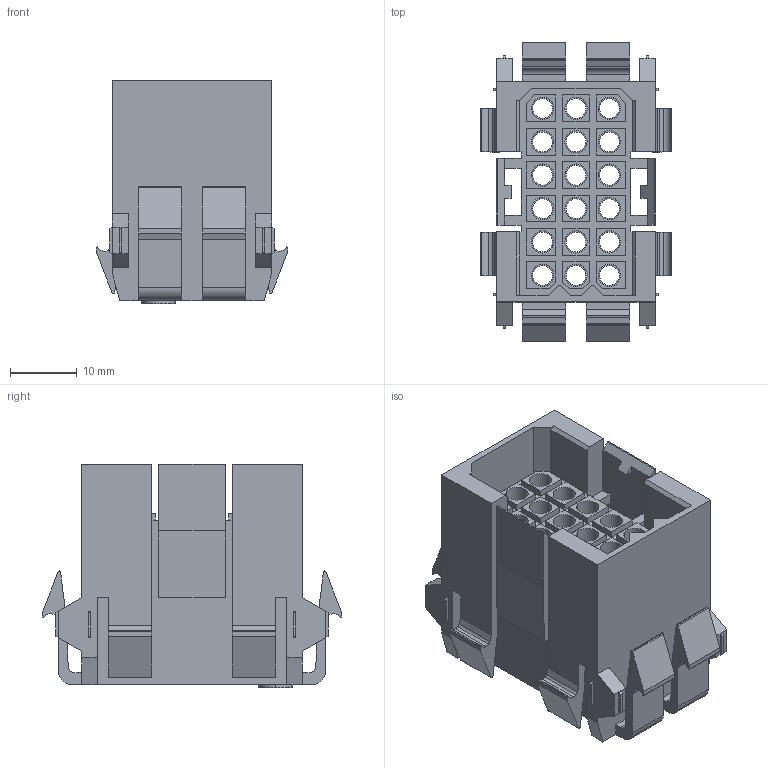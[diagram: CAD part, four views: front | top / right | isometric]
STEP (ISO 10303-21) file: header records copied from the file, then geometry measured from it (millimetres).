
FILE_DESCRIPTION(('CATIA V5 STEP Exchange','CAx-IF Rec.Pracs.--- Model Styling and Organization---1.2---2011-12-15'),'2;1');
FILE_NAME ('D1451806_0_1417100000_1417100000.stp','2018-09-20T17:57:27+00:00',('none'),('Weidmueller'),'CATIA Version 5-6 Release 2014','CATIA V5 STEP AP214','none');
FILE_SCHEMA(('AUTOMOTIVE_DESIGN { 1 0 10303 214 1 1 1 1 }'));
Length unit declared in the file: millimetre
Products named in the file (1): 1417100000
Bounding box: 28.6 x 44.8 x 33.5 mm (x, y, z)
Volume: 14659.4 mm3; surface area: 14545.7 mm2
Topology: 1 solids, 1 shells, 561 faces, 1456 edges, 970 vertices
Faces by surface type: plane 351, cylinder 210
Entity records: 15206 total; most frequent: ORIENTED_EDGE 2912, CARTESIAN_POINT 2654, DIRECTION 1910, EDGE_CURVE 1456, VECTOR 1036, LINE 1036, VERTEX_POINT 970, EDGE_LOOP 674
